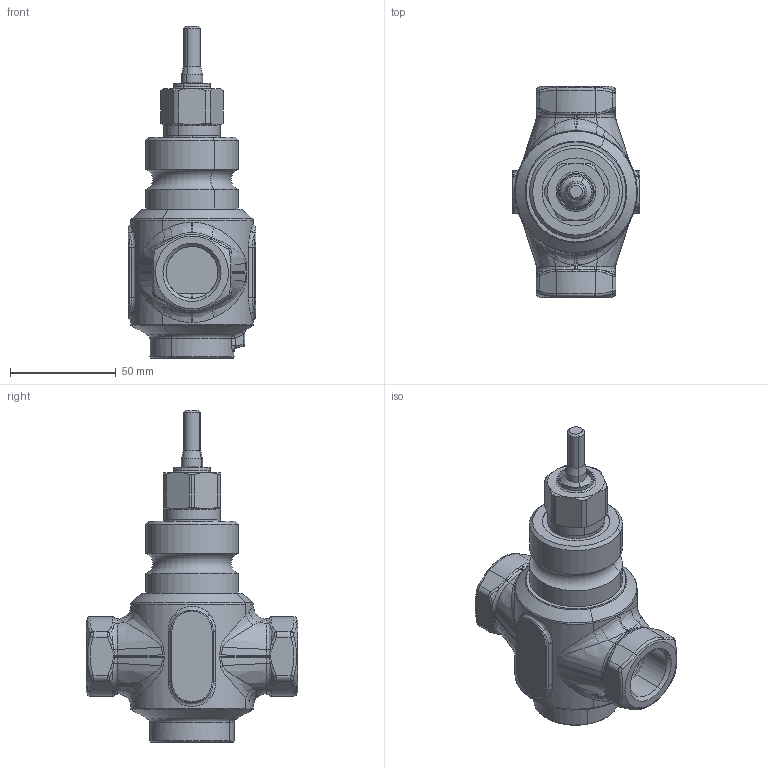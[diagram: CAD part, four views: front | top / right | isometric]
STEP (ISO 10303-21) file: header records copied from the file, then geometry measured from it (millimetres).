
FILE_DESCRIPTION(('CATIA V5 STEP'),'2;1');
FILE_NAME('VLA121 DN20.stp','2014-05-05T11:24:29+00:00',('none'),('none'),'CATIA Version 5 Release 20 SP 6 (IN-10)','CATIA V5 STEP AP203','none');
FILE_SCHEMA(('CONFIG_CONTROL_DESIGN'));
Products named in the file (1): 21150400
Assembly tree (6 placements, depth 2):
  21150400
    #58
    #37083
    #38203
    #38527
    #40996
    #41165
Bounding box: 60.4 x 100 x 157.1 mm (x, y, z)
Volume: 232930.4 mm3; surface area: 61893.7 mm2
Topology: 6 solids, 6 shells, 725 faces, 1689 edges, 983 vertices
Faces by surface type: bspline 300, cylinder 161, plane 113, cone 70, torus 69, sphere 8, revolution 4
Entity records: 41503 total; most frequent: CARTESIAN_POINT 28468, ORIENTED_EDGE 3354, EDGE_CURVE 1677, DIRECTION 1333, VERTEX_POINT 983, B_SPLINE_CURVE_WITH_KNOTS 958, EDGE_LOOP 754, ADVANCED_FACE 725
